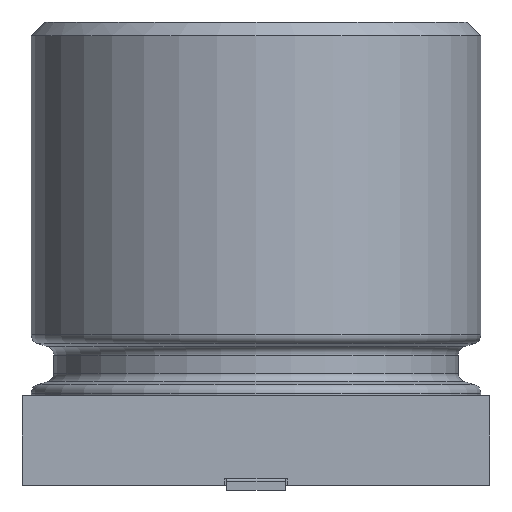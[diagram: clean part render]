
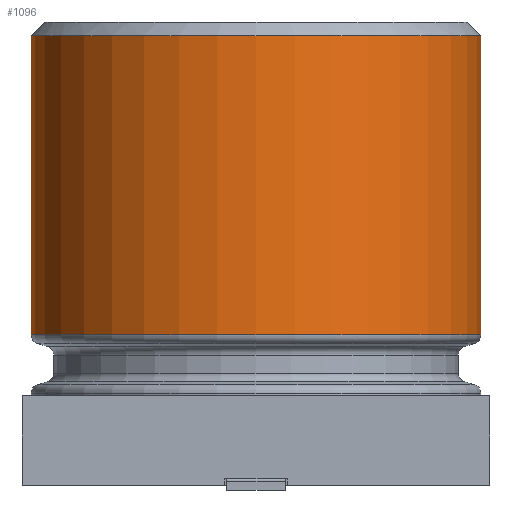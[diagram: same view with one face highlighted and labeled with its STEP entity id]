
A CAD part, left-side view. The second image highlights one B-rep face of the part: STEP entity #1096.
In plain terms, the highlighted cylindrical face has radius 5 mm (diameter 10 mm), a partial arc.
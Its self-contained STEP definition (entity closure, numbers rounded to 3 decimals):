
#204 = AXIS2_PLACEMENT_3D ( 'NONE', #1261, #3190, #1538 ) ;
#449 = CARTESIAN_POINT ( 'NONE',  ( 0., 0., 0.6 ) ) ;
#710 = AXIS2_PLACEMENT_3D ( 'NONE', #943, #2872, #1221 ) ;
#734 = CARTESIAN_POINT ( 'NONE',  ( 0., -5., 0.6 ) ) ;
#943 = CARTESIAN_POINT ( 'NONE',  ( 0., 0., 3.449 ) ) ;
#981 = FACE_OUTER_BOUND ( 'NONE', #1327, .T. ) ;
#1018 = DIRECTION ( 'NONE',  ( 0., 1., 0. ) ) ;
#1066 = VERTEX_POINT ( 'NONE', #2654 ) ;
#1096 = ADVANCED_FACE ( 'NONE', ( #981 ), #3382, .T. ) ;
#1179 = ORIENTED_EDGE ( 'NONE', *, *, #1455, .T. ) ;
#1221 = DIRECTION ( 'NONE',  ( 0., 1., 0. ) ) ;
#1261 = CARTESIAN_POINT ( 'NONE',  ( 0., 0., 10.1 ) ) ;
#1327 = EDGE_LOOP ( 'NONE', ( #3209, #1179, #1519, #3501 ) ) ;
#1357 = VECTOR ( 'NONE', #2079, 1000. ) ;
#1455 = EDGE_CURVE ( 'NONE', #3351, #1929, #2687, .T. ) ;
#1519 = ORIENTED_EDGE ( 'NONE', *, *, #2757, .T. ) ;
#1538 = DIRECTION ( 'NONE',  ( 0., 1., 0. ) ) ;
#1752 = LINE ( 'NONE', #734, #2014 ) ;
#1929 = VERTEX_POINT ( 'NONE', #2967 ) ;
#1992 = CIRCLE ( 'NONE', #710, 5. ) ;
#2014 = VECTOR ( 'NONE', #2674, 1000. ) ;
#2079 = DIRECTION ( 'NONE',  ( 0., 0., -1. ) ) ;
#2082 = VERTEX_POINT ( 'NONE', #2777 ) ;
#2092 = CARTESIAN_POINT ( 'NONE',  ( 0., 5., 0.6 ) ) ;
#2649 = AXIS2_PLACEMENT_3D ( 'NONE', #449, #3479, #1018 ) ;
#2654 = CARTESIAN_POINT ( 'NONE',  ( 0., 5., 3.449 ) ) ;
#2674 = DIRECTION ( 'NONE',  ( 0., 0., -1. ) ) ;
#2687 = CIRCLE ( 'NONE', #204, 5. ) ;
#2757 = EDGE_CURVE ( 'NONE', #1929, #1066, #3551, .T. ) ;
#2769 = EDGE_CURVE ( 'NONE', #3351, #2082, #1752, .T. ) ;
#2777 = CARTESIAN_POINT ( 'NONE',  ( 0., -5., 3.449 ) ) ;
#2872 = DIRECTION ( 'NONE',  ( 0., 0., -1. ) ) ;
#2967 = CARTESIAN_POINT ( 'NONE',  ( 0., 5., 10.1 ) ) ;
#3190 = DIRECTION ( 'NONE',  ( 0., 0., -1. ) ) ;
#3209 = ORIENTED_EDGE ( 'NONE', *, *, #2769, .F. ) ;
#3351 = VERTEX_POINT ( 'NONE', #3398 ) ;
#3363 = EDGE_CURVE ( 'NONE', #2082, #1066, #1992, .T. ) ;
#3382 = CYLINDRICAL_SURFACE ( 'NONE', #2649, 5. ) ;
#3398 = CARTESIAN_POINT ( 'NONE',  ( 0., -5., 10.1 ) ) ;
#3479 = DIRECTION ( 'NONE',  ( 0., 0., -1. ) ) ;
#3501 = ORIENTED_EDGE ( 'NONE', *, *, #3363, .F. ) ;
#3551 = LINE ( 'NONE', #2092, #1357 ) ;
